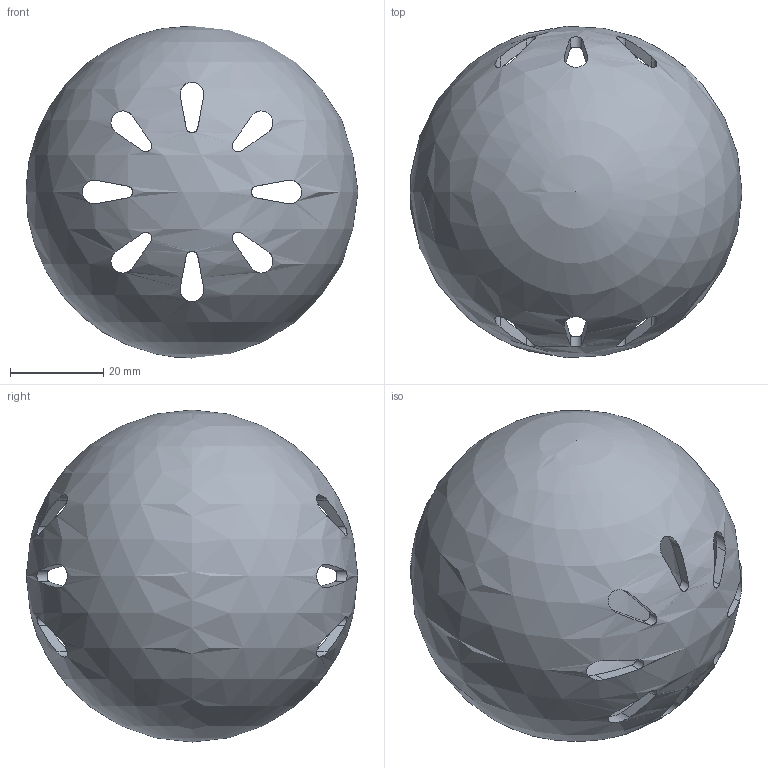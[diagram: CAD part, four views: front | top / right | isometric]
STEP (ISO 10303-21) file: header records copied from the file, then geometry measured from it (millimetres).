
FILE_DESCRIPTION(/* description */ (''),/* implementation_level */ '2;1');
FILE_NAME(/* name */ 'WiffleBall_Large.ipt.stp',/* time_stamp */ '2014-12-18T16:49:44-08:00',/* author */ ('Autodesk Inc.'),/* organization */ (''),/* preprocessor_version */ 'ST-DEVELOPER v15.6',/* originating_system */ 'Autodesk Inventor 2015',/* authorisation */ '');
FILE_SCHEMA (('AUTOMOTIVE_DESIGN { 1 0 10303 214 3 1 1 }'));
Length unit declared in the file: inch
Products named in the file (1): WiffleBall_Large
Bounding box: 71.11 x 71 x 71.12 mm (x, y, z)
Volume: 28927.6 mm3; surface area: 29512.1 mm2
Topology: 1 solids, 1 shells, 66 faces, 198 edges, 132 vertices
Faces by surface type: cylinder 32, plane 32, sphere 2
Entity records: 3413 total; most frequent: CARTESIAN_POINT 1635, ORIENTED_EDGE 384, DIRECTION 326, EDGE_CURVE 192, AXIS2_PLACEMENT_3D 131, VERTEX_POINT 128, EDGE_LOOP 96, ADVANCED_FACE 66
